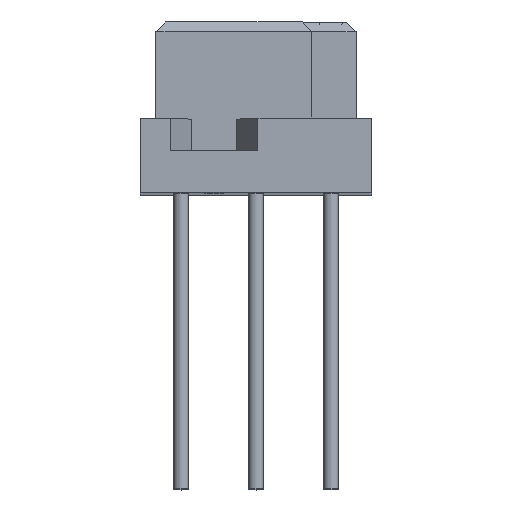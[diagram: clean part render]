
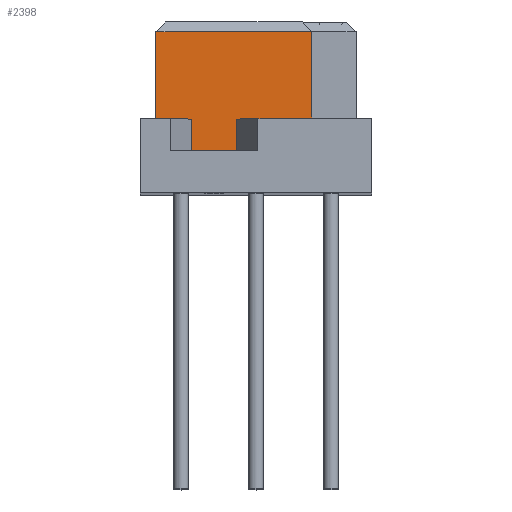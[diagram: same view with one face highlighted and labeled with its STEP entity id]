
A CAD part, top view. The second image highlights one B-rep face of the part: STEP entity #2398.
In plain terms, the highlighted planar face has unit normal (0, 0, 1).
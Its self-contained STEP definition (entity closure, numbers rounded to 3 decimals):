
#2398=ADVANCED_FACE('',(#3043),#2721,.F.);
#2721=PLANE('',#8491);
#3043=FACE_OUTER_BOUND('',#3459,.T.);
#3459=EDGE_LOOP('',(#4734,#4735,#4736,#4737,#4738,#4739,#4740,#4741));
#4734=ORIENTED_EDGE('',*,*,#6366,.F.);
#4735=ORIENTED_EDGE('',*,*,#6367,.F.);
#4736=ORIENTED_EDGE('',*,*,#6360,.F.);
#4737=ORIENTED_EDGE('',*,*,#6368,.F.);
#4738=ORIENTED_EDGE('',*,*,#6351,.F.);
#4739=ORIENTED_EDGE('',*,*,#6369,.F.);
#4740=ORIENTED_EDGE('',*,*,#6348,.F.);
#4741=ORIENTED_EDGE('',*,*,#6363,.F.);
#5613=VERTEX_POINT('',#11671);
#5614=VERTEX_POINT('',#11672);
#5615=VERTEX_POINT('',#11677);
#5616=VERTEX_POINT('',#11678);
#5623=VERTEX_POINT('',#11695);
#5624=VERTEX_POINT('',#11697);
#5625=VERTEX_POINT('',#11701);
#5628=VERTEX_POINT('',#11709);
#6348=EDGE_CURVE('',#5613,#5614,#7014,.T.);
#6351=EDGE_CURVE('',#5615,#5616,#7017,.T.);
#6360=EDGE_CURVE('',#5623,#5624,#7026,.T.);
#6363=EDGE_CURVE('',#5625,#5613,#7029,.T.);
#6366=EDGE_CURVE('',#5628,#5625,#7032,.T.);
#6367=EDGE_CURVE('',#5624,#5628,#7033,.T.);
#6368=EDGE_CURVE('',#5616,#5623,#7034,.T.);
#6369=EDGE_CURVE('',#5614,#5615,#7035,.T.);
#7014=LINE('',#11670,#7678);
#7017=LINE('',#11676,#7681);
#7026=LINE('',#11696,#7690);
#7029=LINE('',#11703,#7693);
#7032=LINE('',#11708,#7696);
#7033=LINE('',#11710,#7697);
#7034=LINE('',#11711,#7698);
#7035=LINE('',#11712,#7699);
#7678=VECTOR('',#9997,1.);
#7681=VECTOR('',#10002,1.);
#7690=VECTOR('',#10015,1.);
#7693=VECTOR('',#10020,1.);
#7696=VECTOR('',#10025,1.);
#7697=VECTOR('',#10026,1.);
#7698=VECTOR('',#10027,1.);
#7699=VECTOR('',#10028,1.);
#8491=AXIS2_PLACEMENT_3D('',#11713,#10029,#10030);
#9997=DIRECTION('',(0.,-1.,0.));
#10002=DIRECTION('',(0.,-1.,0.));
#10015=DIRECTION('',(0.,1.,0.));
#10020=DIRECTION('',(1.,0.,0.));
#10025=DIRECTION('',(0.,1.,0.));
#10026=DIRECTION('',(-1.,0.,0.));
#10027=DIRECTION('',(-1.,0.,0.));
#10028=DIRECTION('',(-1.,0.,0.));
#10029=DIRECTION('',(0.,0.,-1.));
#10030=DIRECTION('',(1.,0.,0.));
#11670=CARTESIAN_POINT('',(11.635,10.95,89.975));
#11671=CARTESIAN_POINT('',(11.635,10.95,89.975));
#11672=CARTESIAN_POINT('',(11.635,5.02,89.975));
#11676=CARTESIAN_POINT('',(6.527,5.02,89.975));
#11677=CARTESIAN_POINT('',(6.527,5.02,89.975));
#11678=CARTESIAN_POINT('',(6.527,2.9,89.975));
#11695=CARTESIAN_POINT('',(3.493,2.9,89.975));
#11696=CARTESIAN_POINT('',(3.493,2.9,89.975));
#11697=CARTESIAN_POINT('',(3.493,5.02,89.975));
#11701=CARTESIAN_POINT('',(1.065,10.95,89.975));
#11703=CARTESIAN_POINT('',(1.065,10.95,89.975));
#11708=CARTESIAN_POINT('',(1.065,5.02,89.975));
#11709=CARTESIAN_POINT('',(1.065,5.02,89.975));
#11710=CARTESIAN_POINT('',(3.493,5.02,89.975));
#11711=CARTESIAN_POINT('',(6.527,2.9,89.975));
#11712=CARTESIAN_POINT('',(11.635,5.02,89.975));
#11713=CARTESIAN_POINT('',(0.965,11.7,89.975));
